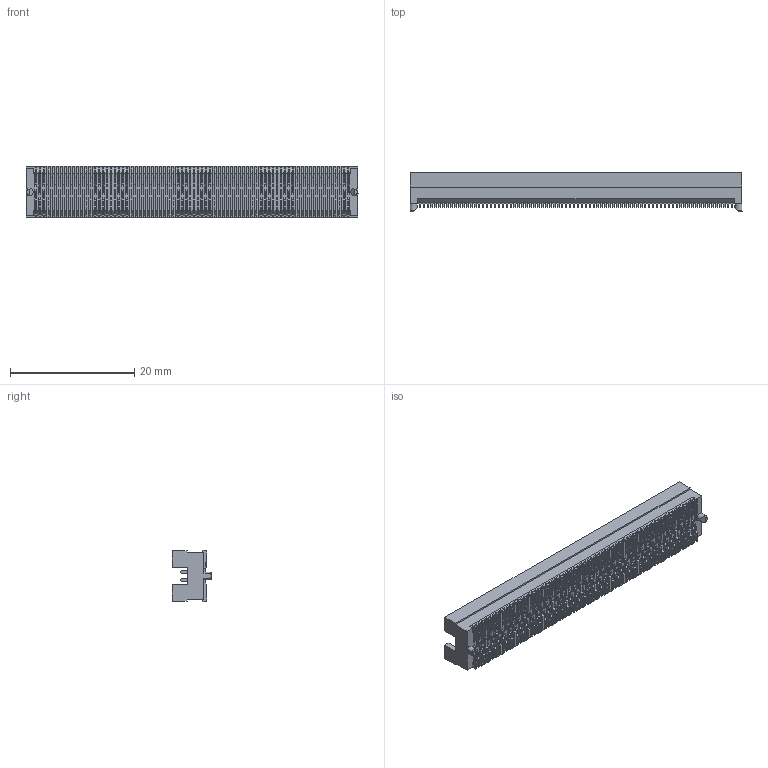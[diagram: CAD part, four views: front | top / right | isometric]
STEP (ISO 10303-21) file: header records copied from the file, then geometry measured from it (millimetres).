
FILE_DESCRIPTION((''),'2;1');
FILE_NAME('FBB12709_ASM','2026-03-16T18:06:48',('gongchengVV'),(''),'CREO PARAMETRIC BY PTC INC, 2020033','CREO PARAMETRIC BY PTC INC, 2020033','');
FILE_SCHEMA(('CONFIG_CONTROL_DESIGN'));
Products named in the file (1): FBB12709_ASM
Bounding box: 53.34 x 6.37 x 8.27 mm (x, y, z)
Volume: 844 mm3; surface area: 3260.2 mm2
Topology: 1 solids, 1 shells, 4010 faces, 11513 edges, 7674 vertices
Faces by surface type: plane 3846, cylinder 162, cone 2
Entity records: 128776 total; most frequent: CARTESIAN_POINT 23258, ORIENTED_EDGE 23026, DIRECTION 19853, EDGE_CURVE 11513, VECTOR 11177, LINE 11177, VERTEX_POINT 7674, AXIS2_PLACEMENT_3D 4338
